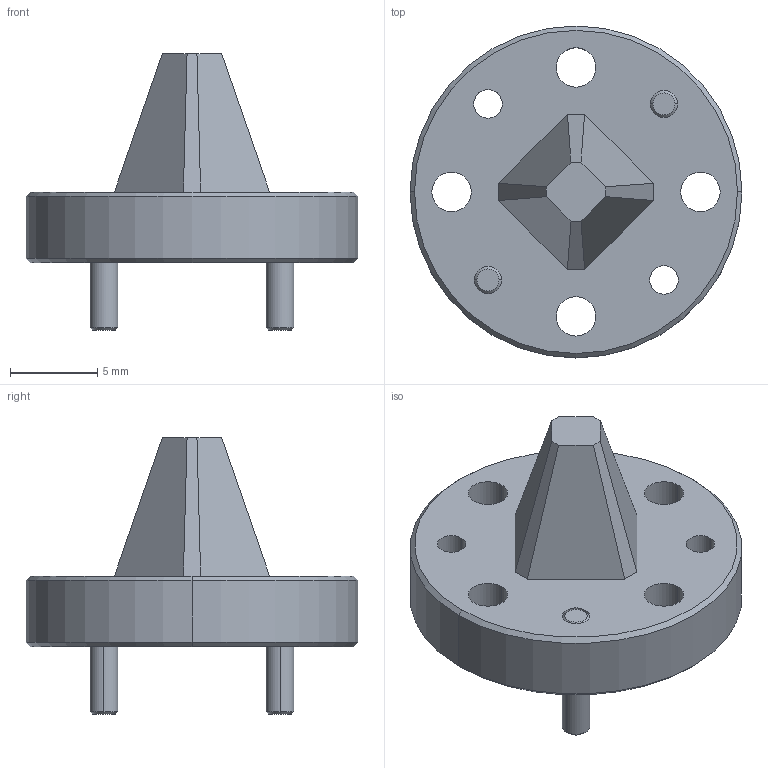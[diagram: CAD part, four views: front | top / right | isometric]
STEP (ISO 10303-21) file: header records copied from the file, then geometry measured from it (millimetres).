
FILE_DESCRIPTION (( 'STEP AP203' ), '1' );
FILE_NAME ('AA-034-034-A.STEP', '2025-09-23T18:41:55', ( '' ), ( '' ), 'SwSTEP 2.0', 'SolidWorks 2021', '' );
FILE_SCHEMA (( 'CONFIG_CONTROL_DESIGN' ));
Length unit declared in the file: inch
Products named in the file (1): AA-034-034-A
Bounding box: 19.05 x 19.05 x 15.88 mm (x, y, z)
Volume: 1189.2 mm3; surface area: 1174 mm2
Topology: 3 solids, 3 shells, 94 faces, 232 edges, 148 vertices
Faces by surface type: cylinder 44, plane 30, cone 20
Entity records: 2903 total; most frequent: CARTESIAN_POINT 523, DIRECTION 506, ORIENTED_EDGE 464, EDGE_CURVE 232, AXIS2_PLACEMENT_3D 195, VERTEX_POINT 148, LINE 116, VECTOR 116
